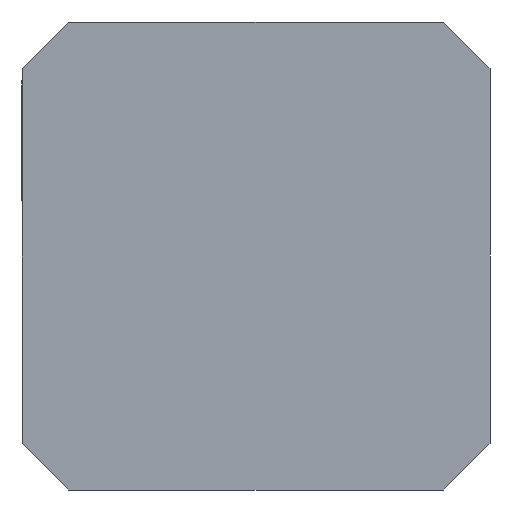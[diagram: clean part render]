
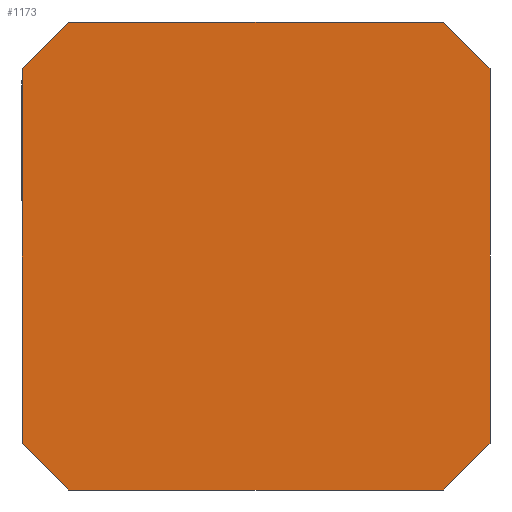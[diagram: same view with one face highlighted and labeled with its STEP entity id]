
A CAD part, front view. The second image highlights one B-rep face of the part: STEP entity #1173.
In plain terms, the highlighted planar face has unit normal (0, -1, 0).
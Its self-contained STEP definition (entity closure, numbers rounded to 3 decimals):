
#4 = DIRECTION ( 'NONE',  ( -0.707, 0., -0.707 ) ) ;
#27 = DIRECTION ( 'NONE',  ( -1., 0., 0. ) ) ;
#29 = PLANE ( 'NONE',  #348 ) ;
#73 = VECTOR ( 'NONE', #1034, 1000. ) ;
#83 = EDGE_CURVE ( 'NONE', #1327, #524, #411, .T. ) ;
#97 = ORIENTED_EDGE ( 'NONE', *, *, #305, .F. ) ;
#105 = EDGE_CURVE ( 'NONE', #860, #120, #951, .T. ) ;
#112 = ORIENTED_EDGE ( 'NONE', *, *, #83, .T. ) ;
#120 = VERTEX_POINT ( 'NONE', #779 ) ;
#142 = CARTESIAN_POINT ( 'NONE',  ( 0., -81., 0. ) ) ;
#145 = CARTESIAN_POINT ( 'NONE',  ( 4.2, -81., 0. ) ) ;
#155 = ORIENTED_EDGE ( 'NONE', *, *, #736, .T. ) ;
#169 = LINE ( 'NONE', #390, #978 ) ;
#173 = ORIENTED_EDGE ( 'NONE', *, *, #804, .F. ) ;
#180 = VERTEX_POINT ( 'NONE', #1281 ) ;
#189 = CARTESIAN_POINT ( 'NONE',  ( 37.8, -81., 0. ) ) ;
#218 = DIRECTION ( 'NONE',  ( -0.707, 0., 0.707 ) ) ;
#230 = VERTEX_POINT ( 'NONE', #630 ) ;
#231 = FACE_OUTER_BOUND ( 'NONE', #985, .T. ) ;
#272 = VECTOR ( 'NONE', #1102, 1000. ) ;
#305 = EDGE_CURVE ( 'NONE', #703, #180, #521, .T. ) ;
#348 = AXIS2_PLACEMENT_3D ( 'NONE', #722, #1257, #509 ) ;
#368 = VECTOR ( 'NONE', #1255, 1000. ) ;
#386 = EDGE_CURVE ( 'NONE', #703, #120, #758, .T. ) ;
#390 = CARTESIAN_POINT ( 'NONE',  ( 0., -81., 0. ) ) ;
#411 = LINE ( 'NONE', #1000, #984 ) ;
#509 = DIRECTION ( 'NONE',  ( 0., 0., -1. ) ) ;
#521 = LINE ( 'NONE', #740, #802 ) ;
#524 = VERTEX_POINT ( 'NONE', #1149 ) ;
#543 = CARTESIAN_POINT ( 'NONE',  ( 42., -81., 0. ) ) ;
#554 = CARTESIAN_POINT ( 'NONE',  ( 4.2, -81., -42. ) ) ;
#581 = CARTESIAN_POINT ( 'NONE',  ( 37.8, -81., 0. ) ) ;
#597 = VERTEX_POINT ( 'NONE', #189 ) ;
#630 = CARTESIAN_POINT ( 'NONE',  ( 0., -81., -37.8 ) ) ;
#700 = EDGE_CURVE ( 'NONE', #230, #180, #1137, .T. ) ;
#703 = VERTEX_POINT ( 'NONE', #1386 ) ;
#719 = ORIENTED_EDGE ( 'NONE', *, *, #386, .T. ) ;
#722 = CARTESIAN_POINT ( 'NONE',  ( 0., -81., 0. ) ) ;
#736 = EDGE_CURVE ( 'NONE', #860, #597, #1109, .T. ) ;
#740 = CARTESIAN_POINT ( 'NONE',  ( 0., -81., -42. ) ) ;
#755 = VECTOR ( 'NONE', #1317, 1000. ) ;
#758 = LINE ( 'NONE', #943, #73 ) ;
#767 = EDGE_CURVE ( 'NONE', #1327, #597, #1038, .T. ) ;
#779 = CARTESIAN_POINT ( 'NONE',  ( 42., -81., -37.8 ) ) ;
#802 = VECTOR ( 'NONE', #27, 1000. ) ;
#804 = EDGE_CURVE ( 'NONE', #230, #524, #169, .T. ) ;
#827 = ORIENTED_EDGE ( 'NONE', *, *, #767, .F. ) ;
#860 = VERTEX_POINT ( 'NONE', #1310 ) ;
#943 = CARTESIAN_POINT ( 'NONE',  ( 37.8, -81., -42. ) ) ;
#951 = LINE ( 'NONE', #543, #368 ) ;
#978 = VECTOR ( 'NONE', #1186, 1000. ) ;
#984 = VECTOR ( 'NONE', #4, 1000. ) ;
#985 = EDGE_LOOP ( 'NONE', ( #719, #1325, #155, #827, #112, #173, #1350, #97 ) ) ;
#1000 = CARTESIAN_POINT ( 'NONE',  ( 0., -81., -4.2 ) ) ;
#1034 = DIRECTION ( 'NONE',  ( 0.707, 0., 0.707 ) ) ;
#1038 = LINE ( 'NONE', #142, #755 ) ;
#1102 = DIRECTION ( 'NONE',  ( 0.707, 0., -0.707 ) ) ;
#1109 = LINE ( 'NONE', #581, #1360 ) ;
#1137 = LINE ( 'NONE', #554, #272 ) ;
#1149 = CARTESIAN_POINT ( 'NONE',  ( 0., -81., -4.2 ) ) ;
#1173 = ADVANCED_FACE ( 'NONE', ( #231 ), #29, .T. ) ;
#1186 = DIRECTION ( 'NONE',  ( 0., 0., 1. ) ) ;
#1255 = DIRECTION ( 'NONE',  ( 0., 0., -1. ) ) ;
#1257 = DIRECTION ( 'NONE',  ( 0., -1., 0. ) ) ;
#1281 = CARTESIAN_POINT ( 'NONE',  ( 4.2, -81., -42. ) ) ;
#1310 = CARTESIAN_POINT ( 'NONE',  ( 42., -81., -4.2 ) ) ;
#1317 = DIRECTION ( 'NONE',  ( 1., 0., 0. ) ) ;
#1325 = ORIENTED_EDGE ( 'NONE', *, *, #105, .F. ) ;
#1327 = VERTEX_POINT ( 'NONE', #145 ) ;
#1350 = ORIENTED_EDGE ( 'NONE', *, *, #700, .T. ) ;
#1360 = VECTOR ( 'NONE', #218, 1000. ) ;
#1386 = CARTESIAN_POINT ( 'NONE',  ( 37.8, -81., -42. ) ) ;
